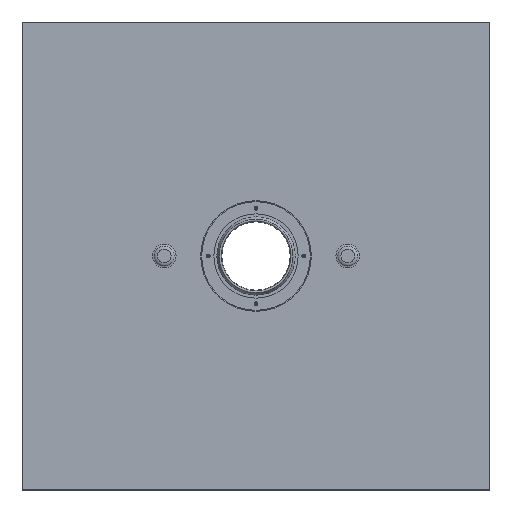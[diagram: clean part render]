
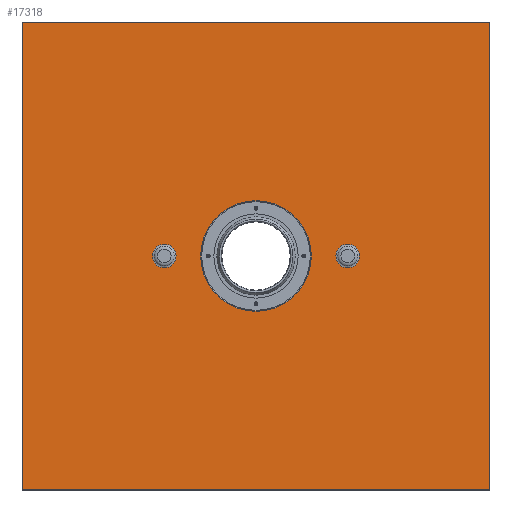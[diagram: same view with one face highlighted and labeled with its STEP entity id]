
A CAD part, top view. The second image highlights one B-rep face of the part: STEP entity #17318.
In plain terms, the highlighted planar face has unit normal (0, 0, 1).
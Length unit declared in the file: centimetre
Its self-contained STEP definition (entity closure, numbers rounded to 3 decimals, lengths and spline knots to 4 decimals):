
#1124=FACE_BOUND('',#3385,.T.);
#1125=FACE_BOUND('',#3386,.T.);
#1126=FACE_BOUND('',#3387,.T.);
#1711=PLANE('',#18480);
#2409=FACE_OUTER_BOUND('',#3384,.T.);
#3384=EDGE_LOOP('',(#12267,#12268,#12269,#12270));
#3385=EDGE_LOOP('',(#12271));
#3386=EDGE_LOOP('',(#12272));
#3387=EDGE_LOOP('',(#12273));
#4431=CIRCLE('',#18403,12.62);
#4441=CIRCLE('',#18419,12.62);
#4478=CIRCLE('',#18478,59.1419);
#4912=LINE('',#26833,#5966);
#4918=LINE('',#26845,#5972);
#4919=LINE('',#26847,#5973);
#4922=LINE('',#26851,#5976);
#5966=VECTOR('',#21113,1.);
#5972=VECTOR('',#21121,1.);
#5973=VECTOR('',#21124,1.);
#5976=VECTOR('',#21129,1.);
#7090=VERTEX_POINT('',#26791);
#7096=VERTEX_POINT('',#26813);
#7101=VERTEX_POINT('',#26830);
#7102=VERTEX_POINT('',#26832);
#7104=VERTEX_POINT('',#26838);
#7107=VERTEX_POINT('',#26843);
#7128=VERTEX_POINT('',#26974);
#9041=EDGE_CURVE('',#7090,#7090,#4431,.T.);
#9051=EDGE_CURVE('',#7096,#7096,#4441,.T.);
#9058=EDGE_CURVE('',#7101,#7102,#4912,.T.);
#9064=EDGE_CURVE('',#7107,#7104,#4918,.T.);
#9065=EDGE_CURVE('',#7102,#7107,#4919,.T.);
#9068=EDGE_CURVE('',#7101,#7104,#4922,.T.);
#9103=EDGE_CURVE('',#7128,#7128,#4478,.T.);
#12267=ORIENTED_EDGE('',*,*,#9068,.T.);
#12268=ORIENTED_EDGE('',*,*,#9064,.F.);
#12269=ORIENTED_EDGE('',*,*,#9065,.F.);
#12270=ORIENTED_EDGE('',*,*,#9058,.F.);
#12271=ORIENTED_EDGE('',*,*,#9051,.T.);
#12272=ORIENTED_EDGE('',*,*,#9041,.T.);
#12273=ORIENTED_EDGE('',*,*,#9103,.T.);
#17318=ADVANCED_FACE('',(#2409,#1124,#1125,#1126),#1711,.T.);
#18403=AXIS2_PLACEMENT_3D('',#26793,#21058,#21059);
#18419=AXIS2_PLACEMENT_3D('',#26815,#21090,#21091);
#18478=AXIS2_PLACEMENT_3D('',#26975,#21223,#21224);
#18480=AXIS2_PLACEMENT_3D('',#26977,#21227,#21228);
#21058=DIRECTION('center_axis',(0.,0.,-1.));
#21059=DIRECTION('ref_axis',(1.,0.,0.));
#21090=DIRECTION('center_axis',(0.,0.,-1.));
#21091=DIRECTION('ref_axis',(1.,0.,0.));
#21113=DIRECTION('',(1.,0.,0.));
#21121=DIRECTION('',(-1.,0.,0.));
#21124=DIRECTION('',(0.,-1.,0.));
#21129=DIRECTION('',(0.,-1.,0.));
#21223=DIRECTION('center_axis',(0.,0.,-1.));
#21224=DIRECTION('ref_axis',(1.,0.,0.));
#21227=DIRECTION('center_axis',(0.,0.,1.));
#21228=DIRECTION('ref_axis',(0.,-1.,0.));
#26791=CARTESIAN_POINT('',(1569.4619,270.6817,183.2009));
#26793=CARTESIAN_POINT('Origin',(1569.4619,283.3017,183.2009));
#26813=CARTESIAN_POINT('',(1765.4619,270.6817,183.2009));
#26815=CARTESIAN_POINT('Origin',(1765.4619,283.3017,183.2009));
#26830=CARTESIAN_POINT('',(1417.4619,533.3017,183.2009));
#26832=CARTESIAN_POINT('',(1917.4619,533.3017,183.2009));
#26833=CARTESIAN_POINT('',(1667.4619,533.3017,183.2009));
#26838=CARTESIAN_POINT('',(1417.4619,33.3017,183.2009));
#26843=CARTESIAN_POINT('',(1917.4619,33.3017,183.2009));
#26845=CARTESIAN_POINT('',(1667.4619,33.3017,183.2009));
#26847=CARTESIAN_POINT('',(1917.4619,283.3017,183.2009));
#26851=CARTESIAN_POINT('',(1417.4619,283.3017,183.2009));
#26974=CARTESIAN_POINT('',(1667.4619,224.1598,183.2009));
#26975=CARTESIAN_POINT('Origin',(1667.4619,283.3017,183.2009));
#26977=CARTESIAN_POINT('Origin',(1602.4619,283.3017,183.2009));
